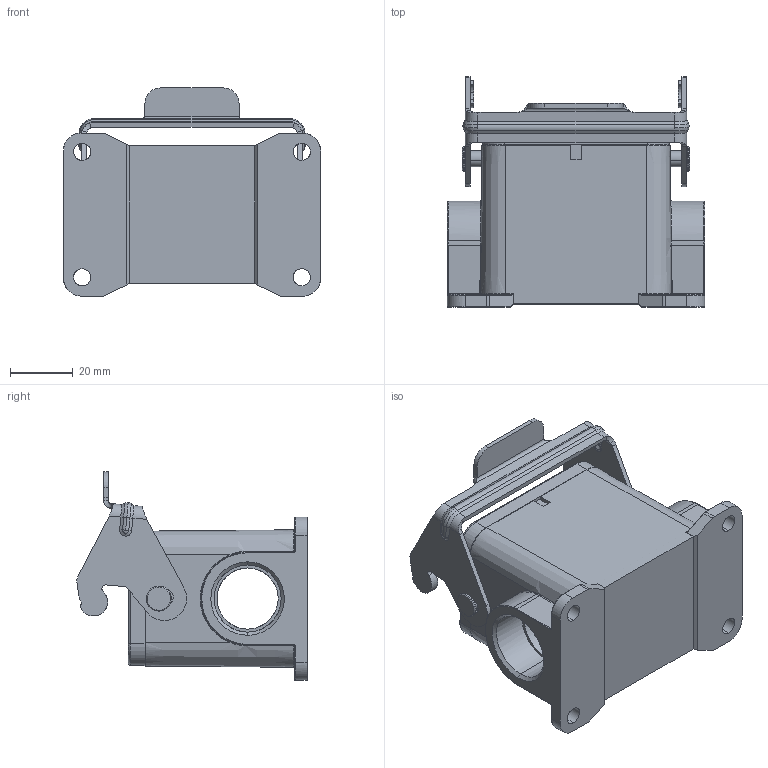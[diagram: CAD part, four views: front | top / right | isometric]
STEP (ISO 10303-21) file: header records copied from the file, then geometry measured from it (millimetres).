
FILE_DESCRIPTION (( 'STEP AP203' ), '1' );
FILE_NAME ('H6B-MSF-1L_S-2PG16.STP', '2017-07-13T11:56:09', ( '微软用户' ), ( '微软中国' ), 'SwSTEP 2.0', 'SolidWorks 2012', '' );
FILE_SCHEMA (( 'CONFIG_CONTROL_DESIGN' ));
Length unit declared in the file: millimetre
Products named in the file (1): H6B-MSF-1L_S-2PG16
Bounding box: 82 x 73.43 x 66.39 mm (x, y, z)
Volume: 70959.1 mm3; surface area: 39028.9 mm2
Topology: 1 solids, 1 shells, 523 faces, 1316 edges, 807 vertices
Faces by surface type: cylinder 201, plane 180, bspline 63, cone 42, torus 34, sphere 3
Entity records: 22916 total; most frequent: CARTESIAN_POINT 10988, ORIENTED_EDGE 2624, DIRECTION 2244, EDGE_CURVE 1312, VERTEX_POINT 807, AXIS2_PLACEMENT_3D 802, LINE 640, VECTOR 640
